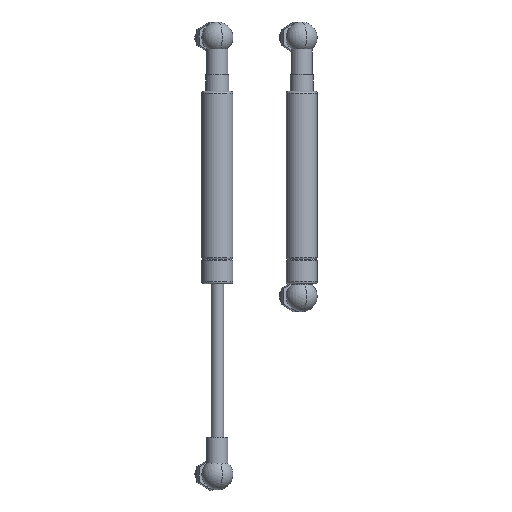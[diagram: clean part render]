
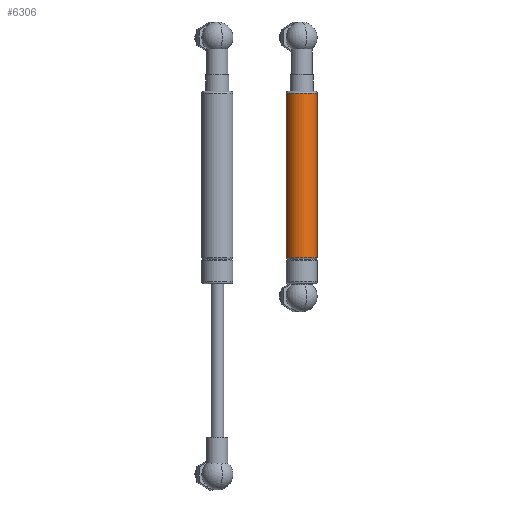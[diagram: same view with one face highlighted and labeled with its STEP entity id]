
A CAD part, front view. The second image highlights one B-rep face of the part: STEP entity #6306.
In plain terms, the highlighted cylindrical face has radius 7.5 mm (diameter 15 mm), a partial arc.
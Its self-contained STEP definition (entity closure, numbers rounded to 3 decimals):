
#187 = LINE ( 'NONE', #4747, #5646 ) ;
#308 = CARTESIAN_POINT ( 'NONE',  ( -7.5, 0., 92. ) ) ;
#366 = DIRECTION ( 'NONE',  ( 0., 0., 1. ) ) ;
#913 = AXIS2_PLACEMENT_3D ( 'NONE', #6145, #2062, #2165 ) ;
#1229 = CARTESIAN_POINT ( 'NONE',  ( 7.5, 0., 93. ) ) ;
#1278 = DIRECTION ( 'NONE',  ( 1., 0., 0. ) ) ;
#1299 = LINE ( 'NONE', #1229, #5961 ) ;
#1345 = EDGE_CURVE ( 'NONE', #5338, #5663, #3822, .T. ) ;
#1533 = EDGE_CURVE ( 'NONE', #4313, #4621, #6565, .T. ) ;
#1790 = AXIS2_PLACEMENT_3D ( 'NONE', #4250, #366, #1278 ) ;
#2062 = DIRECTION ( 'NONE',  ( 0., 0., -1. ) ) ;
#2165 = DIRECTION ( 'NONE',  ( 1., 0., 0. ) ) ;
#2186 = EDGE_LOOP ( 'NONE', ( #4004, #4237, #5473, #4193 ) ) ;
#2205 = DIRECTION ( 'NONE',  ( 0., 0., -1. ) ) ;
#2544 = CARTESIAN_POINT ( 'NONE',  ( 0., 0., 93. ) ) ;
#2680 = FACE_OUTER_BOUND ( 'NONE', #2186, .T. ) ;
#2721 = EDGE_CURVE ( 'NONE', #5338, #4621, #1299, .T. ) ;
#2819 = DIRECTION ( 'NONE',  ( 0., 0., -1. ) ) ;
#3141 = CARTESIAN_POINT ( 'NONE',  ( 7.5, 0., 92. ) ) ;
#3772 = CARTESIAN_POINT ( 'NONE',  ( 7.5, 0., 12.6 ) ) ;
#3822 = CIRCLE ( 'NONE', #913, 7.5 ) ;
#4004 = ORIENTED_EDGE ( 'NONE', *, *, #2721, .F. ) ;
#4048 = EDGE_CURVE ( 'NONE', #5663, #4313, #187, .T. ) ;
#4186 = CARTESIAN_POINT ( 'NONE',  ( -7.5, 0., 12.6 ) ) ;
#4193 = ORIENTED_EDGE ( 'NONE', *, *, #1533, .T. ) ;
#4237 = ORIENTED_EDGE ( 'NONE', *, *, #1345, .T. ) ;
#4250 = CARTESIAN_POINT ( 'NONE',  ( 0., 0., 12.6 ) ) ;
#4313 = VERTEX_POINT ( 'NONE', #4186 ) ;
#4588 = DIRECTION ( 'NONE',  ( 0., 0., -1. ) ) ;
#4621 = VERTEX_POINT ( 'NONE', #3772 ) ;
#4747 = CARTESIAN_POINT ( 'NONE',  ( -7.5, 0., 93. ) ) ;
#5045 = AXIS2_PLACEMENT_3D ( 'NONE', #2544, #4588, #5184 ) ;
#5184 = DIRECTION ( 'NONE',  ( -1., 0., 0. ) ) ;
#5338 = VERTEX_POINT ( 'NONE', #3141 ) ;
#5473 = ORIENTED_EDGE ( 'NONE', *, *, #4048, .T. ) ;
#5646 = VECTOR ( 'NONE', #2205, 1000. ) ;
#5663 = VERTEX_POINT ( 'NONE', #308 ) ;
#5961 = VECTOR ( 'NONE', #2819, 1000. ) ;
#6145 = CARTESIAN_POINT ( 'NONE',  ( 0., 0., 92. ) ) ;
#6306 = ADVANCED_FACE ( 'NONE', ( #2680 ), #6620, .T. ) ;
#6565 = CIRCLE ( 'NONE', #1790, 7.5 ) ;
#6620 = CYLINDRICAL_SURFACE ( 'NONE', #5045, 7.5 ) ;
